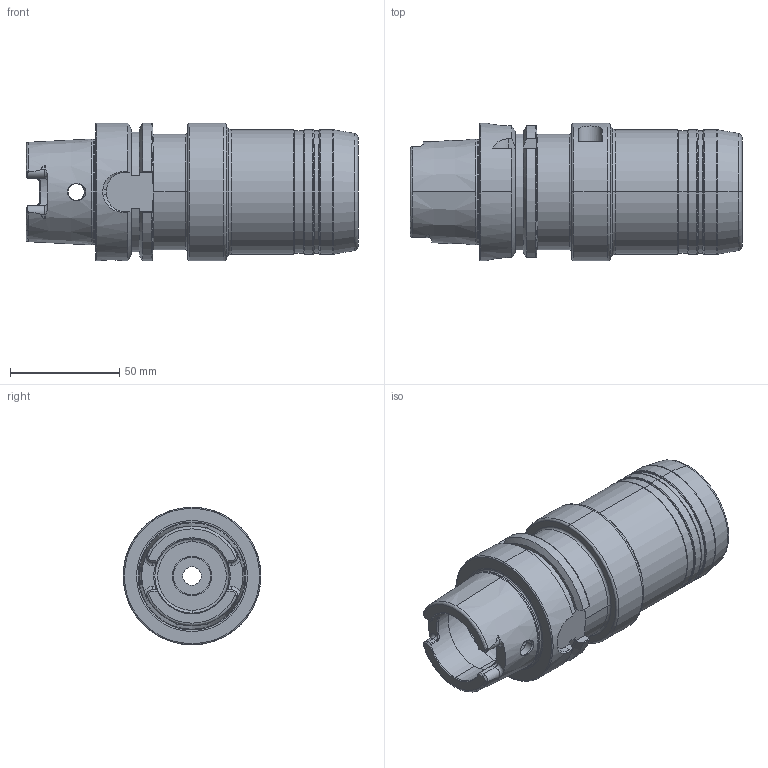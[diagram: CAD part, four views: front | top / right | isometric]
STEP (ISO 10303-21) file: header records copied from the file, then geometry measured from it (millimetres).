
FILE_DESCRIPTION((''),'2;1');
FILE_NAME('WQ028-HSK63A-HC1-4_72','2019-04-23T13:46:35',('KKK'),(''),'CREO PARAMETRIC BY PTC INC, 2018100','CREO PARAMETRIC BY PTC INC, 2018100','');
FILE_SCHEMA(('CONFIG_CONTROL_DESIGN'));
Length unit declared in the file: millimetre
Products named in the file (1): WQ028-HSK63A-HC1-4_72
Bounding box: 152 x 63 x 63 mm (x, y, z)
Volume: 287373.8 mm3; surface area: 47894.9 mm2
Topology: 1 solids, 3 shells, 239 faces, 573 edges, 344 vertices
Faces by surface type: plane 69, cylinder 68, torus 51, cone 47, bspline 4
Entity records: 7616 total; most frequent: CARTESIAN_POINT 2013, DIRECTION 1215, ORIENTED_EDGE 1138, EDGE_CURVE 573, AXIS2_PLACEMENT_3D 492, VERTEX_POINT 344, CIRCLE 256, EDGE_LOOP 253
